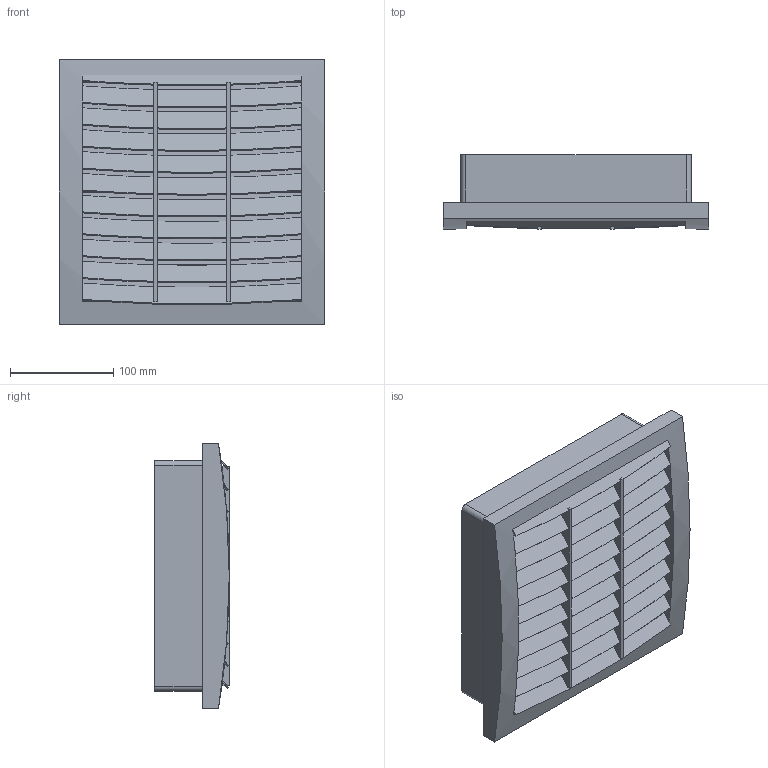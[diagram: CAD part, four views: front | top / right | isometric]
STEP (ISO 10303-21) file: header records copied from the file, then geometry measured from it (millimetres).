
FILE_DESCRIPTION (( 'STEP AP214' ), '1' );
FILE_NAME ('118730-00.STEP', '2019-08-05T12:33:12', ( '' ), ( '' ), 'SwSTEP 2.0', 'SolidWorks 2018', '' );
FILE_SCHEMA (( 'AUTOMOTIVE_DESIGN' ));
Length unit declared in the file: inch
Products named in the file (1): 118730-00
Bounding box: 257 x 72 x 257 mm (x, y, z)
Volume: 949568.9 mm3; surface area: 446157.9 mm2
Topology: 1 solids, 1 shells, 572 faces, 1735 edges, 1150 vertices
Faces by surface type: plane 314, cylinder 258
Entity records: 20111 total; most frequent: ORIENTED_EDGE 3470, CARTESIAN_POINT 3458, DIRECTION 3413, EDGE_CURVE 1735, VECTOR 1203, LINE 1203, VERTEX_POINT 1150, AXIS2_PLACEMENT_3D 1105
